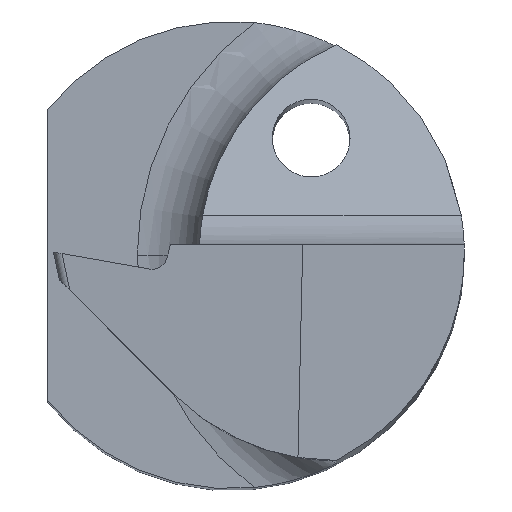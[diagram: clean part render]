
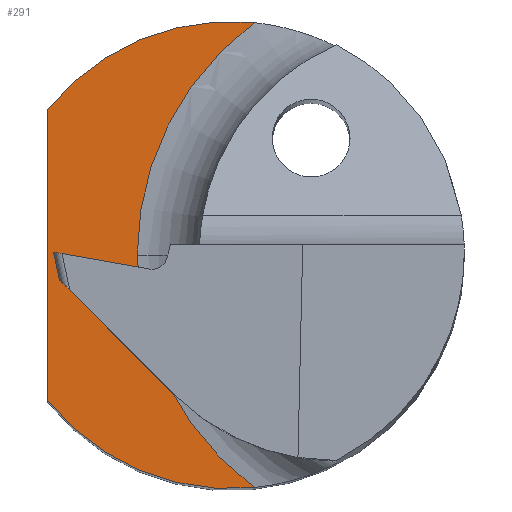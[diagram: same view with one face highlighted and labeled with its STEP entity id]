
A CAD part, top view. The second image highlights one B-rep face of the part: STEP entity #291.
In plain terms, the highlighted planar face has unit normal (0, 0, 1).
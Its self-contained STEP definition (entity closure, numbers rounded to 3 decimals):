
#5 = ORIENTED_EDGE ( 'NONE', *, *, #131, .F. ) ;
#22 = DIRECTION ( 'NONE',  ( 0., 0., 1. ) ) ;
#26 = AXIS2_PLACEMENT_3D ( 'NONE', #901, #293, #821 ) ;
#102 = ORIENTED_EDGE ( 'NONE', *, *, #118, .F. ) ;
#118 = EDGE_CURVE ( 'NONE', #849, #737, #125, .T. ) ;
#120 = CIRCLE ( 'NONE', #937, 3. ) ;
#125 = CIRCLE ( 'NONE', #480, 3.714 ) ;
#131 = EDGE_CURVE ( 'NONE', #201, #940, #120, .T. ) ;
#147 = CIRCLE ( 'NONE', #252, 3.714 ) ;
#176 = DIRECTION ( 'NONE',  ( 0., 0., -1. ) ) ;
#182 = CARTESIAN_POINT ( 'NONE',  ( 2.514, 0., 15.005 ) ) ;
#201 = VERTEX_POINT ( 'NONE', #427 ) ;
#202 = PLANE ( 'NONE',  #855 ) ;
#208 = VECTOR ( 'NONE', #950, 1000. ) ;
#252 = AXIS2_PLACEMENT_3D ( 'NONE', #499, #873, #729 ) ;
#291 = ADVANCED_FACE ( 'NONE', ( #571 ), #202, .T. ) ;
#293 = DIRECTION ( 'NONE',  ( 0., 0., -1. ) ) ;
#336 = CARTESIAN_POINT ( 'NONE',  ( 0.402, -0.122, 15.005 ) ) ;
#383 = LINE ( 'NONE', #414, #208 ) ;
#414 = CARTESIAN_POINT ( 'NONE',  ( -2.35, 1.865, 15.005 ) ) ;
#427 = CARTESIAN_POINT ( 'NONE',  ( -2.35, 1.865, 15.005 ) ) ;
#463 = CARTESIAN_POINT ( 'NONE',  ( 0., 0., 15.005 ) ) ;
#480 = AXIS2_PLACEMENT_3D ( 'NONE', #182, #22, #543 ) ;
#481 = DIRECTION ( 'NONE',  ( -1., 0., 0. ) ) ;
#499 = CARTESIAN_POINT ( 'NONE',  ( 2.514, 0., 15.005 ) ) ;
#542 = EDGE_CURVE ( 'NONE', #940, #849, #147, .T. ) ;
#543 = DIRECTION ( 'NONE',  ( -1., 0., 0. ) ) ;
#569 = ORIENTED_EDGE ( 'NONE', *, *, #542, .F. ) ;
#571 = FACE_OUTER_BOUND ( 'NONE', #973, .T. ) ;
#643 = EDGE_CURVE ( 'NONE', #690, #201, #383, .T. ) ;
#646 = DIRECTION ( 'NONE',  ( 0., 0., 1. ) ) ;
#677 = CARTESIAN_POINT ( 'NONE',  ( -1.2, 0., 15.005 ) ) ;
#690 = VERTEX_POINT ( 'NONE', #721 ) ;
#703 = ORIENTED_EDGE ( 'NONE', *, *, #858, .F. ) ;
#715 = CARTESIAN_POINT ( 'NONE',  ( 0.304, -2.985, 15.005 ) ) ;
#721 = CARTESIAN_POINT ( 'NONE',  ( -2.35, -1.865, 15.005 ) ) ;
#729 = DIRECTION ( 'NONE',  ( -1., 0., 0. ) ) ;
#737 = VERTEX_POINT ( 'NONE', #715 ) ;
#765 = CARTESIAN_POINT ( 'NONE',  ( 0.304, 2.985, 15.005 ) ) ;
#801 = ORIENTED_EDGE ( 'NONE', *, *, #643, .F. ) ;
#821 = DIRECTION ( 'NONE',  ( -1., 0., 0. ) ) ;
#849 = VERTEX_POINT ( 'NONE', #677 ) ;
#855 = AXIS2_PLACEMENT_3D ( 'NONE', #336, #646, #946 ) ;
#858 = EDGE_CURVE ( 'NONE', #737, #690, #945, .T. ) ;
#873 = DIRECTION ( 'NONE',  ( 0., 0., 1. ) ) ;
#901 = CARTESIAN_POINT ( 'NONE',  ( 0., 0., 15.005 ) ) ;
#937 = AXIS2_PLACEMENT_3D ( 'NONE', #463, #176, #481 ) ;
#940 = VERTEX_POINT ( 'NONE', #765 ) ;
#945 = CIRCLE ( 'NONE', #26, 3. ) ;
#946 = DIRECTION ( 'NONE',  ( -1., 0., 0. ) ) ;
#950 = DIRECTION ( 'NONE',  ( 0., 1., 0. ) ) ;
#973 = EDGE_LOOP ( 'NONE', ( #5, #801, #703, #102, #569 ) ) ;
